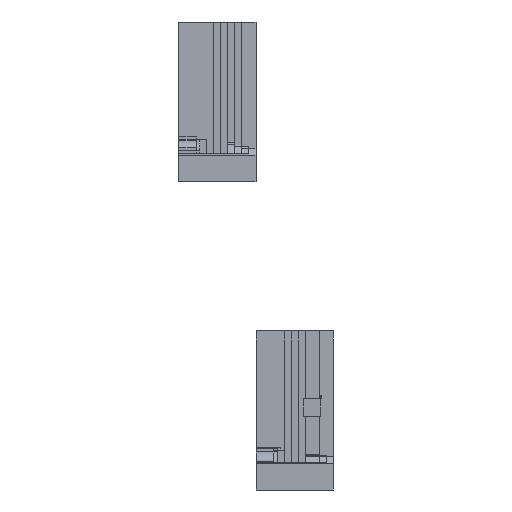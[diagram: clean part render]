
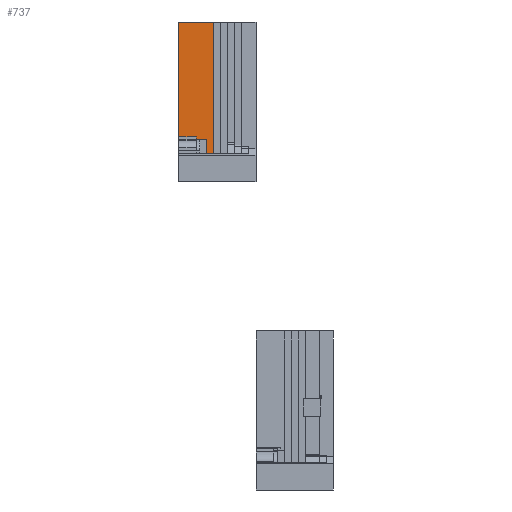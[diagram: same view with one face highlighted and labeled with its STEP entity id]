
A CAD part, left-side view. The second image highlights one B-rep face of the part: STEP entity #737.
In plain terms, the highlighted planar face has unit normal (-1, 0, 0).
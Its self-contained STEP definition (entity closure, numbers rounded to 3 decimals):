
#737=ADVANCED_FACE('',(#1478),#1479,.T.);
#1478=FACE_OUTER_BOUND('',#2484,.T.);
#1479=PLANE('',#2485);
#2484=EDGE_LOOP('',(#3489,#3490,#3491,#3492));
#2485=AXIS2_PLACEMENT_3D('',#3493,#3494,#3495);
#3489=ORIENTED_EDGE('',*,*,#5413,.T.);
#3490=ORIENTED_EDGE('',*,*,#5414,.F.);
#3491=ORIENTED_EDGE('',*,*,#5415,.F.);
#3492=ORIENTED_EDGE('',*,*,#5384,.F.);
#3493=CARTESIAN_POINT('',(985.092,310.0,1123.124));
#3494=DIRECTION('',(-1.0,0.0,0.0));
#3495=DIRECTION('',(0.0,0.0,1.0));
#5384=EDGE_CURVE('',#6323,#6325,#6326,.T.);
#5413=EDGE_CURVE('',#6323,#6371,#6372,.T.);
#5414=EDGE_CURVE('',#6373,#6371,#6374,.T.);
#5415=EDGE_CURVE('',#6325,#6373,#6375,.T.);
#6323=VERTEX_POINT('',#7608);
#6325=VERTEX_POINT('',#7611);
#6326=LINE('',#7612,#7613);
#6371=VERTEX_POINT('',#7679);
#6372=LINE('',#7680,#7681);
#6373=VERTEX_POINT('',#7682);
#6374=LINE('',#7683,#7684);
#6375=LINE('',#7685,#7686);
#7608=CARTESIAN_POINT('',(985.092,310.0,1123.124));
#7611=CARTESIAN_POINT('',(985.092,310.0,748.124));
#7612=CARTESIAN_POINT('',(985.092,310.0,1123.124));
#7613=VECTOR('',#8945,1.0);
#7679=CARTESIAN_POINT('',(985.092,410.0,1123.124));
#7680=CARTESIAN_POINT('',(985.092,310.0,1123.124));
#7681=VECTOR('',#8967,1.0);
#7682=CARTESIAN_POINT('',(985.092,410.0,748.124));
#7683=CARTESIAN_POINT('',(985.092,410.0,748.124));
#7684=VECTOR('',#8968,1.0);
#7685=CARTESIAN_POINT('',(985.092,310.0,748.124));
#7686=VECTOR('',#8969,1.0);
#8945=DIRECTION('',(0.0,0.0,-1.0));
#8967=DIRECTION('',(0.0,1.0,0.0));
#8968=DIRECTION('',(0.0,0.0,1.0));
#8969=DIRECTION('',(0.0,1.0,0.0));
